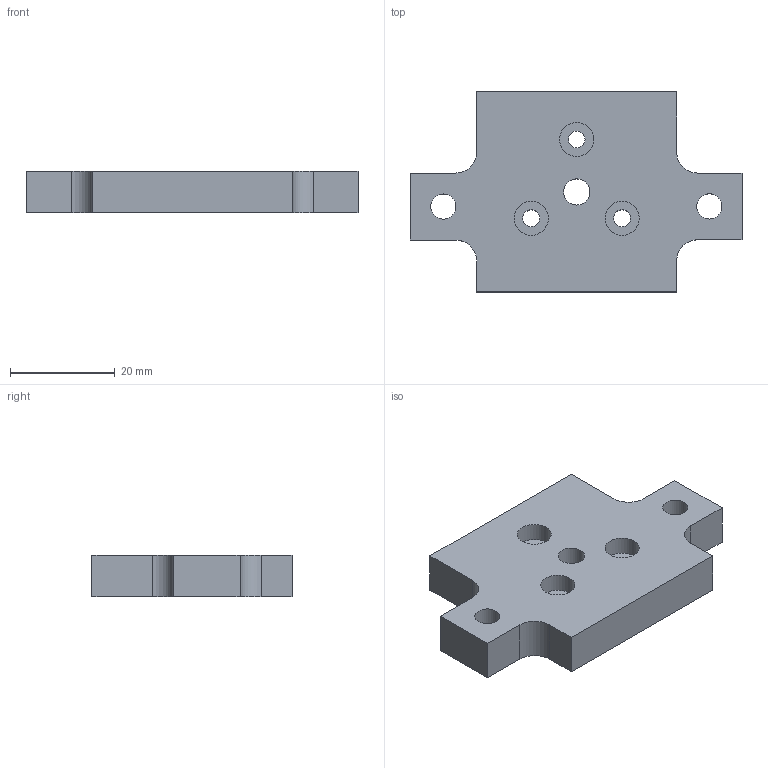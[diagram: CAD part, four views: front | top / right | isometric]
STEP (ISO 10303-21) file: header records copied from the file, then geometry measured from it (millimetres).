
FILE_DESCRIPTION(/* description */ (''),/* implementation_level */ '2;1');
FILE_NAME(/* name */ '0515_ PLATE ADAPTER VOICE COIL MAGNET.stp',/* time_stamp */ '2021-03-05T12:16:36-08:00',/* author */ (''),/* organization */ (''),/* preprocessor_version */ 'ST-DEVELOPER v14',/* originating_system */ 'SIEMENS PLM Software NX 8.0',/* authorisation */ '');
FILE_SCHEMA (('AUTOMOTIVE_DESIGN { 1 0 10303 214 3 1 1 1 }'));
Length unit declared in the file: millimetre
Products named in the file (1): 0515_ PLATE ADAPTER VOICE COIL MAGNET
Bounding box: 63.24 x 38.1 x 8 mm (x, y, z)
Volume: 13378.7 mm3; surface area: 5694.3 mm2
Topology: 1 solids, 1 shells, 30 faces, 78 edges, 53 vertices
Faces by surface type: plane 17, cylinder 13
Full cylindrical faces by diameter (mm): 3.2 x3, 4.8 x2, 5 x1, 6.5 x3
Entity records: 908 total; most frequent: DIRECTION 154, CARTESIAN_POINT 147, ORIENTED_EDGE 132, EDGE_CURVE 66, AXIS2_PLACEMENT_3D 57, EDGE_LOOP 54, VERTEX_POINT 50, LINE 40
